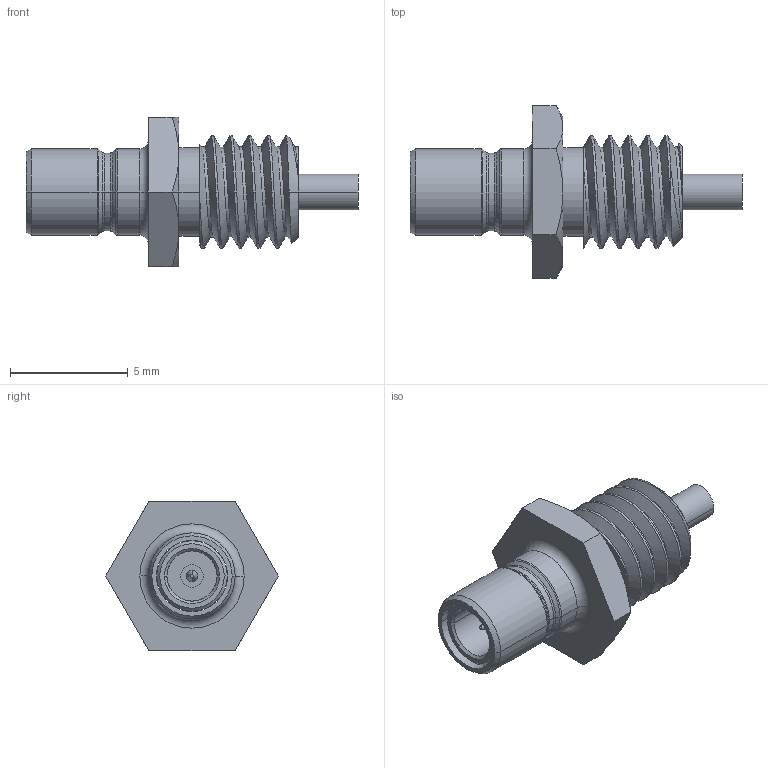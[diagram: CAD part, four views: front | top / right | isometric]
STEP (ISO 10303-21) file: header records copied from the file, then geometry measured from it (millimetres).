
FILE_DESCRIPTION((''),'2;1');
FILE_NAME('903-402J-51R_SW0001','2010-05-06T',('rkarthik'),(''),'PRO/ENGINEER BY PARAMETRIC TECHNOLOGY CORPORATION, 2008010','PRO/ENGINEER BY PARAMETRIC TECHNOLOGY CORPORATION, 2008010','');
FILE_SCHEMA(('CONFIG_CONTROL_DESIGN'));
Length unit declared in the file: millimetre
Products named in the file (1): 903-402J-51R_SW0001
Bounding box: 14.12 x 7.33 x 6.35 mm (x, y, z)
Surface area: 331.4 mm2 (no closed solid volume)
Topology: 0 solids, 6 shells, 80 faces, 184 edges, 113 vertices
Faces by surface type: cylinder 26, cone 23, plane 15, torus 10, bspline 6
Entity records: 5100 total; most frequent: CARTESIAN_POINT 3318, DIRECTION 362, ORIENTED_EDGE 346, EDGE_CURVE 184, AXIS2_PLACEMENT_3D 153, VERTEX_POINT 113, EDGE_LOOP 88, FACE_OUTER_BOUND 80
